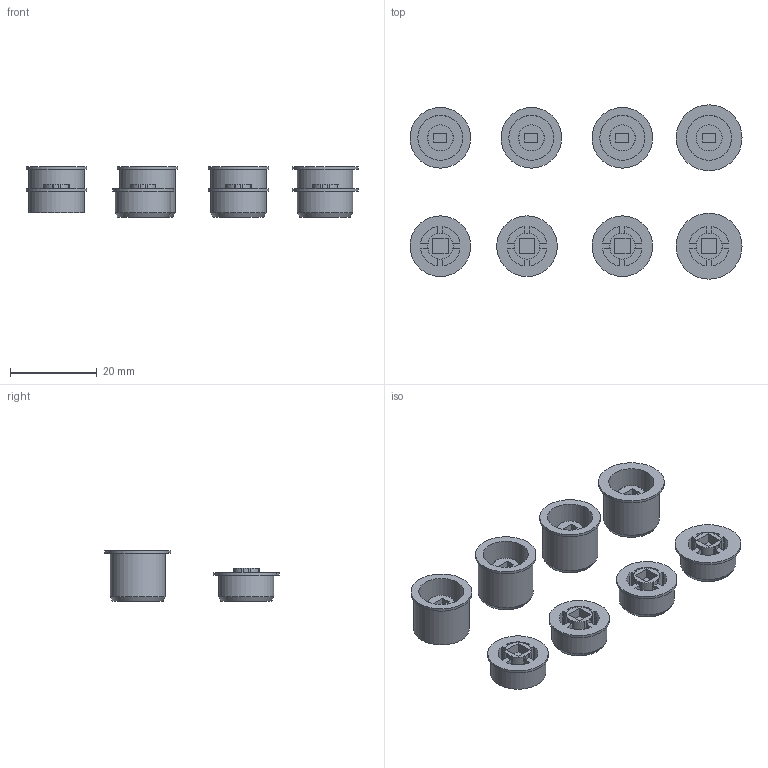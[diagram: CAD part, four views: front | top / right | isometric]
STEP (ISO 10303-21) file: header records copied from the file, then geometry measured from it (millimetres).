
FILE_DESCRIPTION(/* description */ (''),/* implementation_level */ '2;1');
FILE_NAME(/* name */ 'button caps v1.step',/* time_stamp */ '2020-11-20T07:01:37-07:00',/* author */ (''),/* organization */ (''),/* preprocessor_version */ 'ST-DEVELOPER v18.1',/* originating_system */ 'Autodesk Translation Framework v9.3.0.1241',/* authorisation */ '');
FILE_SCHEMA (('AUTOMOTIVE_DESIGN { 1 0 10303 214 3 1 1 }'));
Length unit declared in the file: millimetre
Products named in the file (1): button caps
Bounding box: 76.6 x 40.2 x 11.6 mm (x, y, z)
Volume: 6156.5 mm3; surface area: 8238.9 mm2
Topology: 8 solids, 8 shells, 526 faces, 1416 edges, 942 vertices
Faces by surface type: plane 300, bspline 120, cylinder 100, cone 6
Full cylindrical faces by diameter (mm): 10.4 x4, 12.8 x8, 14 x6, 15.2 x2
Entity records: 17544 total; most frequent: CARTESIAN_POINT 4925, ORIENTED_EDGE 2832, DIRECTION 2196, EDGE_CURVE 1416, LINE 970, VECTOR 970, VERTEX_POINT 942, AXIS2_PLACEMENT_3D 613
